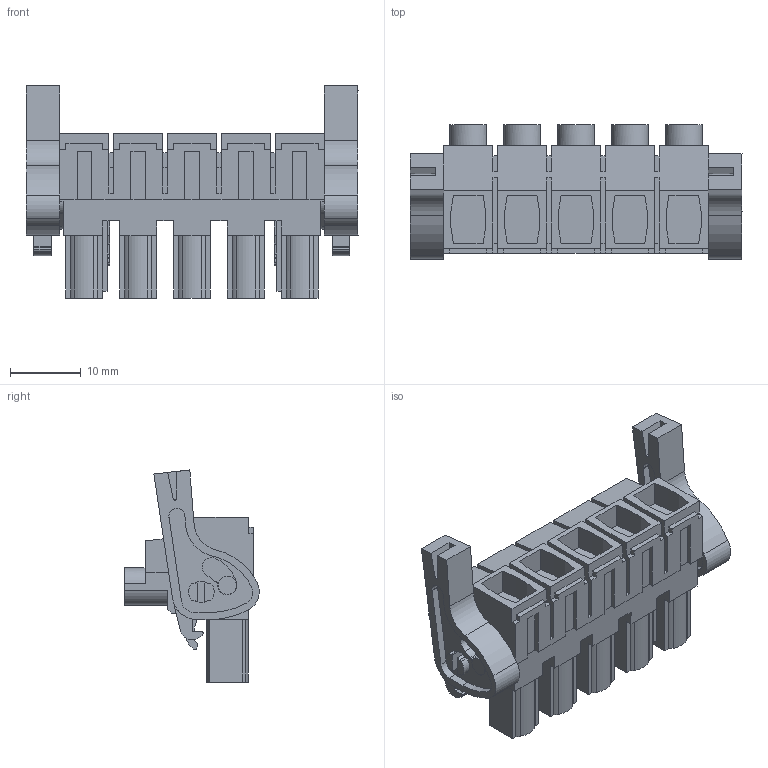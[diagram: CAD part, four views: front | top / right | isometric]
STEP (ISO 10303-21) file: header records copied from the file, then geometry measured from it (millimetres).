
FILE_DESCRIPTION(('CATIA V5 STEP Exchange','CAx-IF Rec.Pracs.--- Model Styling and Organization---1.2---2011-12-15'),'2;1');
FILE_NAME ('D1448468_0', '2017-06-08T09:19:43+00:00', ('none'), ('Weidmueller'), 'CATIA Version 5-6 Release 2014', 'CATIA V5 STEP AP214', 'none');
FILE_SCHEMA(('AUTOMOTIVE_DESIGN { 1 0 10303 214 1 1 1 1 }'));
Length unit declared in the file: millimetre
Products named in the file (1): 1093500000
Bounding box: 46.98 x 19.05 x 30.02 mm (x, y, z)
Volume: 8118.9 mm3; surface area: 7390.9 mm2
Topology: 8 solids, 8 shells, 679 faces, 1939 edges, 1306 vertices
Faces by surface type: plane 502, cylinder 175, extrusion 2
Entity records: 21557 total; most frequent: ORIENTED_EDGE 3878, CARTESIAN_POINT 3844, DIRECTION 2916, EDGE_CURVE 1939, VECTOR 1537, LINE 1535, VERTEX_POINT 1306, AXIS2_PLACEMENT_3D 886
